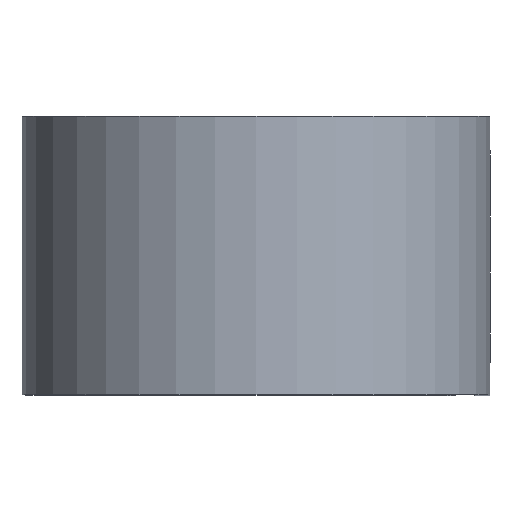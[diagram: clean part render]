
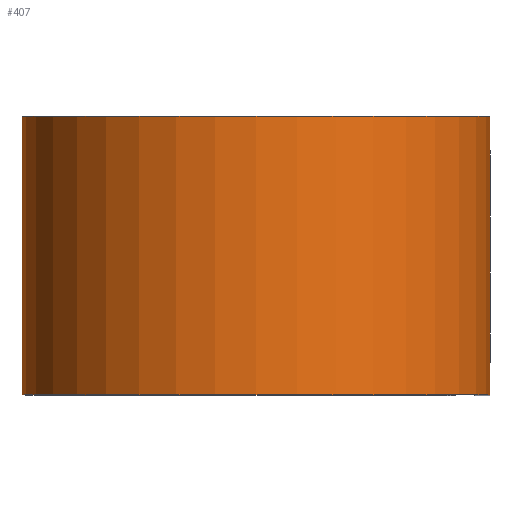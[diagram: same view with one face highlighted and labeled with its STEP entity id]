
A CAD part, top view. The second image highlights one B-rep face of the part: STEP entity #407.
In plain terms, the highlighted cylindrical face has radius 18.682 mm (diameter 37.363 mm), a partial arc.
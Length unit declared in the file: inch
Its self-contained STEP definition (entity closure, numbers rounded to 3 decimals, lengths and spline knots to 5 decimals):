
#40 = CIRCLE ( 'NONE', #255, 0.7355 ) ;
#53 = CARTESIAN_POINT ( 'NONE',  ( 0.7355, -0.4375, 0. ) ) ;
#115 = ORIENTED_EDGE ( 'NONE', *, *, #718, .F. ) ;
#127 = DIRECTION ( 'NONE',  ( 0., 0., -1. ) ) ;
#134 = CARTESIAN_POINT ( 'NONE',  ( 0.7355, 0.4375, 0. ) ) ;
#165 = VERTEX_POINT ( 'NONE', #716 ) ;
#177 = DIRECTION ( 'NONE',  ( 0., -1., 0. ) ) ;
#187 = EDGE_LOOP ( 'NONE', ( #567, #662, #115, #493 ) ) ;
#213 = EDGE_CURVE ( 'NONE', #289, #469, #344, .T. ) ;
#255 = AXIS2_PLACEMENT_3D ( 'NONE', #462, #507, #472 ) ;
#267 = VECTOR ( 'NONE', #543, 39.37008 ) ;
#283 = EDGE_CURVE ( 'NONE', #526, #165, #486, .T. ) ;
#289 = VERTEX_POINT ( 'NONE', #579 ) ;
#303 = CARTESIAN_POINT ( 'NONE',  ( 0., 0.4375, -0.7355 ) ) ;
#315 = AXIS2_PLACEMENT_3D ( 'NONE', #586, #572, #570 ) ;
#344 = LINE ( 'NONE', #134, #267 ) ;
#379 = CYLINDRICAL_SURFACE ( 'NONE', #421, 0.7355 ) ;
#401 = EDGE_CURVE ( 'NONE', #165, #469, #539, .T. ) ;
#407 = ADVANCED_FACE ( 'NONE', ( #523 ), #379, .T. ) ;
#421 = AXIS2_PLACEMENT_3D ( 'NONE', #564, #177, #127 ) ;
#462 = CARTESIAN_POINT ( 'NONE',  ( 0., 0.4375, 0. ) ) ;
#469 = VERTEX_POINT ( 'NONE', #53 ) ;
#472 = DIRECTION ( 'NONE',  ( 1., 0., 0. ) ) ;
#486 = LINE ( 'NONE', #303, #607 ) ;
#493 = ORIENTED_EDGE ( 'NONE', *, *, #283, .T. ) ;
#507 = DIRECTION ( 'NONE',  ( 0., 1., 0. ) ) ;
#510 = CARTESIAN_POINT ( 'NONE',  ( 0., 0.4375, -0.7355 ) ) ;
#523 = FACE_OUTER_BOUND ( 'NONE', #187, .T. ) ;
#526 = VERTEX_POINT ( 'NONE', #510 ) ;
#539 = CIRCLE ( 'NONE', #315, 0.7355 ) ;
#543 = DIRECTION ( 'NONE',  ( 0., -1., 0. ) ) ;
#564 = CARTESIAN_POINT ( 'NONE',  ( 0., 0.4375, 0. ) ) ;
#567 = ORIENTED_EDGE ( 'NONE', *, *, #401, .T. ) ;
#570 = DIRECTION ( 'NONE',  ( 1., 0., 0. ) ) ;
#572 = DIRECTION ( 'NONE',  ( 0., 1., 0. ) ) ;
#579 = CARTESIAN_POINT ( 'NONE',  ( 0.7355, 0.4375, 0. ) ) ;
#586 = CARTESIAN_POINT ( 'NONE',  ( 0., -0.4375, 0. ) ) ;
#607 = VECTOR ( 'NONE', #695, 39.37008 ) ;
#662 = ORIENTED_EDGE ( 'NONE', *, *, #213, .F. ) ;
#695 = DIRECTION ( 'NONE',  ( 0., -1., 0. ) ) ;
#716 = CARTESIAN_POINT ( 'NONE',  ( 0., -0.4375, -0.7355 ) ) ;
#718 = EDGE_CURVE ( 'NONE', #526, #289, #40, .T. ) ;
